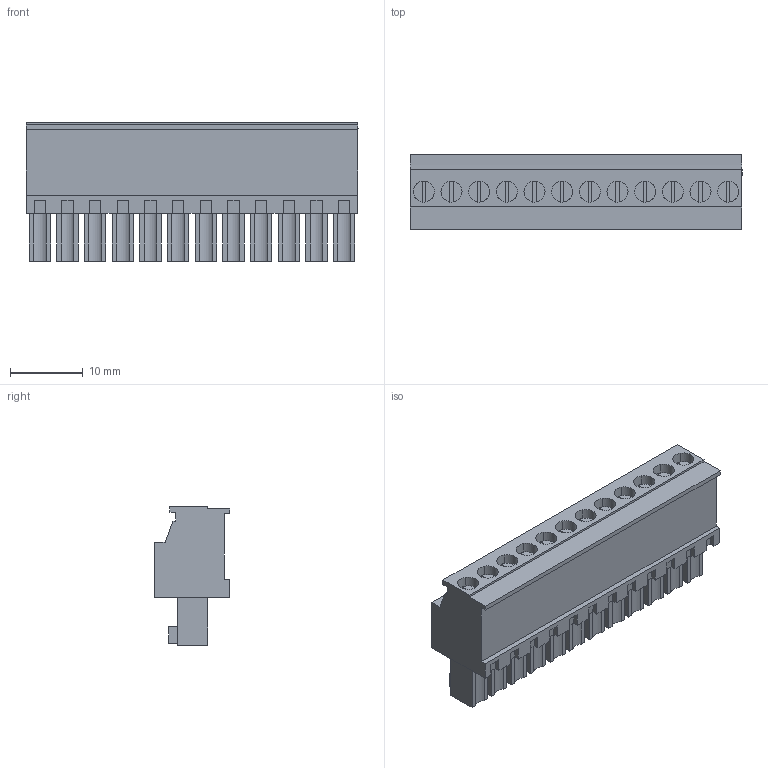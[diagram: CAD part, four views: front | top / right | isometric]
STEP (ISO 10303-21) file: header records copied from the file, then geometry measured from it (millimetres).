
FILE_DESCRIPTION(('CATIA V5 STEP Exchange','CAx-IF Rec.Pracs.--- Model Styling and Organization---1.2---2011-12-15'),'2;1');
FILE_NAME ('D1456434_0_1798630000_1798630000.stp','2017-04-12T06:52:04+00:00',('none'),('Weidmueller'),'CATIA Version 5-6 Release 2014','CATIA V5 STEP AP214','none');
FILE_SCHEMA(('AUTOMOTIVE_DESIGN { 1 0 10303 214 1 1 1 1 }'));
Length unit declared in the file: millimetre
Products named in the file (1): 1798630000
Bounding box: 45.72 x 10.4 x 19.1 mm (x, y, z)
Volume: 5612.8 mm3; surface area: 4593.5 mm2
Topology: 13 solids, 13 shells, 530 faces, 1376 edges, 932 vertices
Faces by surface type: plane 446, cylinder 84
Entity records: 14987 total; most frequent: CARTESIAN_POINT 2766, ORIENTED_EDGE 2752, DIRECTION 2002, EDGE_CURVE 1376, VECTOR 1160, LINE 1160, VERTEX_POINT 932, EDGE_LOOP 590
